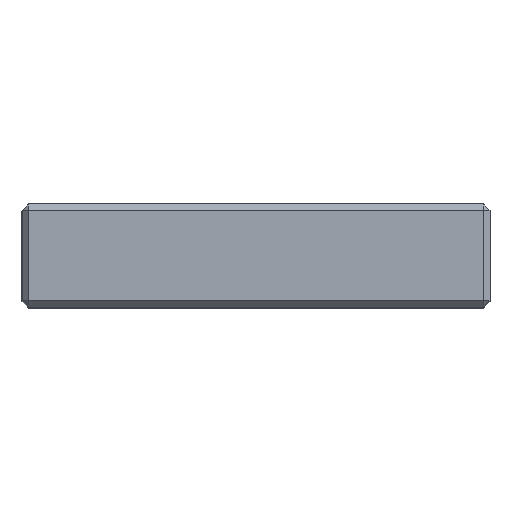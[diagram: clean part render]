
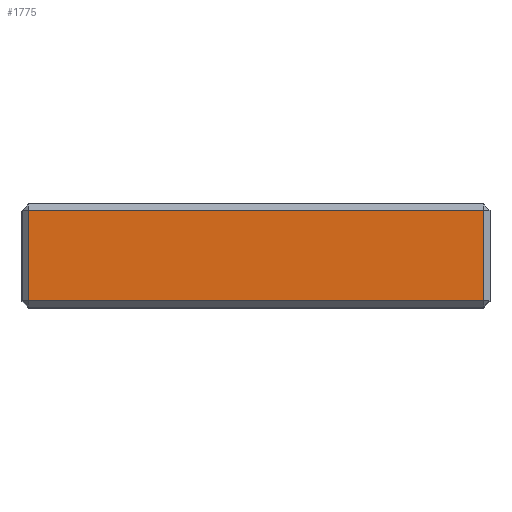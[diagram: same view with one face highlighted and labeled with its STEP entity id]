
A CAD part, top view. The second image highlights one B-rep face of the part: STEP entity #1775.
In plain terms, the highlighted planar face has unit normal (0, 0, 1).
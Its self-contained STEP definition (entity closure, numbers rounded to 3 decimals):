
#191 = LINE ( 'NONE', #1934, #4170 ) ;
#251 = VECTOR ( 'NONE', #648, 1000. ) ;
#438 = VECTOR ( 'NONE', #5282, 1000. ) ;
#648 = DIRECTION ( 'NONE',  ( -1., 0., 0. ) ) ;
#709 = AXIS2_PLACEMENT_3D ( 'NONE', #2675, #5335, #2213 ) ;
#834 = CARTESIAN_POINT ( 'NONE',  ( 71., 30.2, 90. ) ) ;
#1113 = EDGE_CURVE ( 'NONE', #2027, #4858, #2687, .T. ) ;
#1233 = EDGE_CURVE ( 'NONE', #2068, #2027, #191, .T. ) ;
#1750 = CARTESIAN_POINT ( 'NONE',  ( -71., 30.2, 90. ) ) ;
#1763 = DIRECTION ( 'NONE',  ( 0., 1., 0. ) ) ;
#1775 = ADVANCED_FACE ( 'NONE', ( #3929 ), #2593, .F. ) ;
#1934 = CARTESIAN_POINT ( 'NONE',  ( 73., 2., 90. ) ) ;
#2007 = CARTESIAN_POINT ( 'NONE',  ( 73., 30.2, 90. ) ) ;
#2027 = VERTEX_POINT ( 'NONE', #4948 ) ;
#2068 = VERTEX_POINT ( 'NONE', #4507 ) ;
#2081 = ORIENTED_EDGE ( 'NONE', *, *, #1113, .T. ) ;
#2213 = DIRECTION ( 'NONE',  ( -1., 0., 0. ) ) ;
#2380 = LINE ( 'NONE', #2007, #251 ) ;
#2593 = PLANE ( 'NONE',  #709 ) ;
#2675 = CARTESIAN_POINT ( 'NONE',  ( 73., 32.2, 90. ) ) ;
#2687 = LINE ( 'NONE', #4952, #4448 ) ;
#2737 = ORIENTED_EDGE ( 'NONE', *, *, #1233, .T. ) ;
#2844 = DIRECTION ( 'NONE',  ( 1., 0., 0. ) ) ;
#3515 = CARTESIAN_POINT ( 'NONE',  ( -71., 32.2, 90. ) ) ;
#3778 = ORIENTED_EDGE ( 'NONE', *, *, #4255, .T. ) ;
#3929 = FACE_OUTER_BOUND ( 'NONE', #4742, .T. ) ;
#4170 = VECTOR ( 'NONE', #2844, 1000. ) ;
#4255 = EDGE_CURVE ( 'NONE', #5122, #2068, #4736, .T. ) ;
#4406 = EDGE_CURVE ( 'NONE', #4858, #5122, #2380, .T. ) ;
#4421 = ORIENTED_EDGE ( 'NONE', *, *, #4406, .T. ) ;
#4448 = VECTOR ( 'NONE', #1763, 1000. ) ;
#4507 = CARTESIAN_POINT ( 'NONE',  ( -71., 2., 90. ) ) ;
#4736 = LINE ( 'NONE', #3515, #438 ) ;
#4742 = EDGE_LOOP ( 'NONE', ( #2081, #4421, #3778, #2737 ) ) ;
#4858 = VERTEX_POINT ( 'NONE', #834 ) ;
#4948 = CARTESIAN_POINT ( 'NONE',  ( 71., 2., 90. ) ) ;
#4952 = CARTESIAN_POINT ( 'NONE',  ( 71., 32.2, 90. ) ) ;
#5122 = VERTEX_POINT ( 'NONE', #1750 ) ;
#5282 = DIRECTION ( 'NONE',  ( 0., -1., 0. ) ) ;
#5335 = DIRECTION ( 'NONE',  ( 0., 0., -1. ) ) ;
